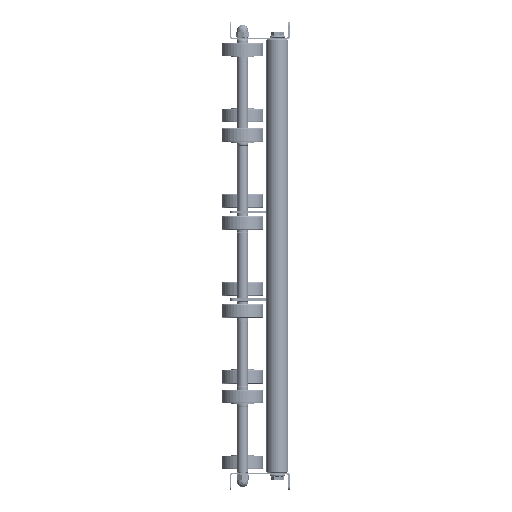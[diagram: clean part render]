
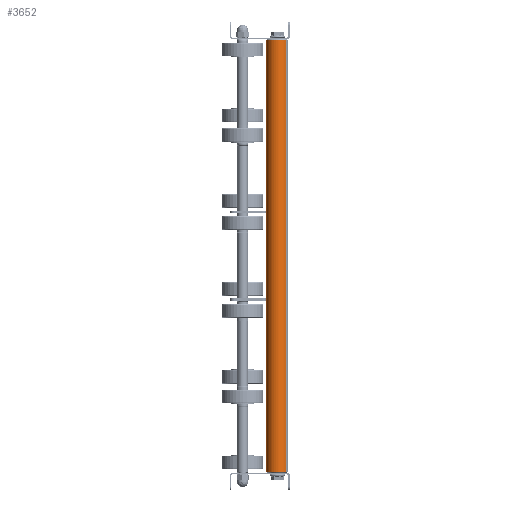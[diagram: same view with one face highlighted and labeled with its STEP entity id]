
A CAD part, left-side view. The second image highlights one B-rep face of the part: STEP entity #3652.
In plain terms, the highlighted cylindrical face has radius 12.5 mm (diameter 25 mm), a partial arc.
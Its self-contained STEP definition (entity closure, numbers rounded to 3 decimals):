
#226 = DIRECTION ( 'NONE',  ( 0., 0., 1. ) ) ;
#1178 = DIRECTION ( 'NONE',  ( 1., 0., 0. ) ) ;
#1241 = EDGE_CURVE ( 'NONE', #3656, #20159, #5245, .T. ) ;
#1950 = ORIENTED_EDGE ( 'NONE', *, *, #11517, .T. ) ;
#3652 = ADVANCED_FACE ( 'NONE', ( #3705 ), #10145, .T. ) ;
#3656 = VERTEX_POINT ( 'NONE', #5226 ) ;
#3705 = FACE_OUTER_BOUND ( 'NONE', #15164, .T. ) ;
#5226 = CARTESIAN_POINT ( 'NONE',  ( 499., 0., -12.5 ) ) ;
#5245 = CIRCLE ( 'NONE', #15678, 12.5 ) ;
#8942 = CARTESIAN_POINT ( 'NONE',  ( 500., 0., -12.5 ) ) ;
#9114 = CARTESIAN_POINT ( 'NONE',  ( 1., 0., -12.5 ) ) ;
#9263 = DIRECTION ( 'NONE',  ( -1., 0., 0. ) ) ;
#9831 = DIRECTION ( 'NONE',  ( -1., 0., 0. ) ) ;
#9985 = AXIS2_PLACEMENT_3D ( 'NONE', #10358, #16762, #226 ) ;
#10031 = CIRCLE ( 'NONE', #14864, 12.5 ) ;
#10044 = CARTESIAN_POINT ( 'NONE',  ( 499., 0., 0. ) ) ;
#10145 = CYLINDRICAL_SURFACE ( 'NONE', #9985, 12.5 ) ;
#10358 = CARTESIAN_POINT ( 'NONE',  ( 500., 0., 0. ) ) ;
#10545 = VERTEX_POINT ( 'NONE', #9114 ) ;
#10972 = ORIENTED_EDGE ( 'NONE', *, *, #16136, .T. ) ;
#11188 = CARTESIAN_POINT ( 'NONE',  ( 499., 0., 12.5 ) ) ;
#11201 = CARTESIAN_POINT ( 'NONE',  ( 1., 0., 0. ) ) ;
#11354 = DIRECTION ( 'NONE',  ( 0., 0., -1. ) ) ;
#11517 = EDGE_CURVE ( 'NONE', #20159, #16408, #17918, .T. ) ;
#14290 = ORIENTED_EDGE ( 'NONE', *, *, #1241, .T. ) ;
#14336 = DIRECTION ( 'NONE',  ( -1., 0., 0. ) ) ;
#14664 = VECTOR ( 'NONE', #14336, 1000. ) ;
#14864 = AXIS2_PLACEMENT_3D ( 'NONE', #11201, #1178, #19657 ) ;
#15164 = EDGE_LOOP ( 'NONE', ( #15802, #14290, #1950, #10972 ) ) ;
#15654 = EDGE_CURVE ( 'NONE', #3656, #10545, #17525, .T. ) ;
#15678 = AXIS2_PLACEMENT_3D ( 'NONE', #10044, #9831, #11354 ) ;
#15802 = ORIENTED_EDGE ( 'NONE', *, *, #15654, .F. ) ;
#16136 = EDGE_CURVE ( 'NONE', #16408, #10545, #10031, .T. ) ;
#16408 = VERTEX_POINT ( 'NONE', #17149 ) ;
#16762 = DIRECTION ( 'NONE',  ( -1., 0., 0. ) ) ;
#17149 = CARTESIAN_POINT ( 'NONE',  ( 1., 0., 12.5 ) ) ;
#17525 = LINE ( 'NONE', #8942, #19322 ) ;
#17918 = LINE ( 'NONE', #19227, #14664 ) ;
#19227 = CARTESIAN_POINT ( 'NONE',  ( 500., 0., 12.5 ) ) ;
#19322 = VECTOR ( 'NONE', #9263, 1000. ) ;
#19657 = DIRECTION ( 'NONE',  ( 0., 0., -1. ) ) ;
#20159 = VERTEX_POINT ( 'NONE', #11188 ) ;
